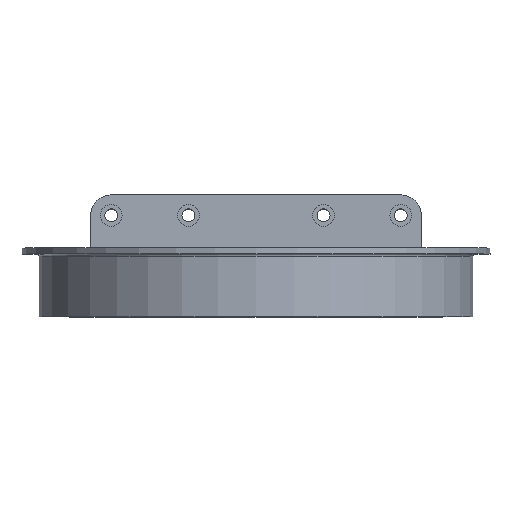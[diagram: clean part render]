
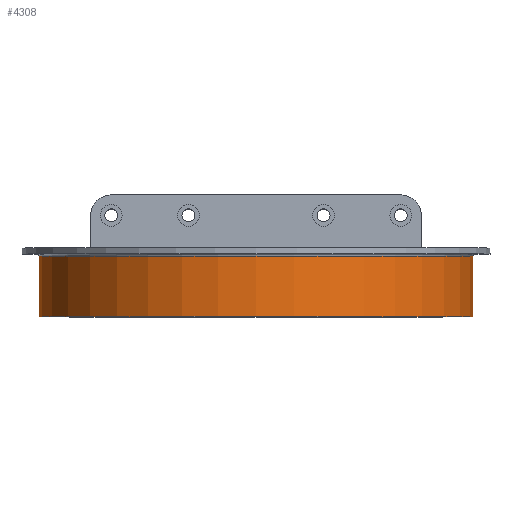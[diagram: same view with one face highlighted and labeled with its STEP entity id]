
A CAD part, top view. The second image highlights one B-rep face of the part: STEP entity #4308.
In plain terms, the highlighted cylindrical face has radius 44.95 mm (diameter 89.9 mm), a partial arc.
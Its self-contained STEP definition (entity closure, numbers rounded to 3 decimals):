
#8 = CARTESIAN_POINT ( 'NONE',  ( 44.95, -44.75, 0. ) ) ;
#93 = CIRCLE ( 'NONE', #1736, 44.95 ) ;
#96 = CARTESIAN_POINT ( 'NONE',  ( 0., -46.5, 0. ) ) ;
#296 = EDGE_CURVE ( 'NONE', #3095, #1333, #853, .T. ) ;
#297 = ORIENTED_EDGE ( 'NONE', *, *, #296, .F. ) ;
#333 = CIRCLE ( 'NONE', #1696, 44.95 ) ;
#491 = DIRECTION ( 'NONE',  ( 0., 1., 0. ) ) ;
#779 = ORIENTED_EDGE ( 'NONE', *, *, #2595, .T. ) ;
#804 = AXIS2_PLACEMENT_3D ( 'NONE', #982, #1002, #3703 ) ;
#853 = LINE ( 'NONE', #2523, #2098 ) ;
#982 = CARTESIAN_POINT ( 'NONE',  ( 0., -44.75, 0. ) ) ;
#1002 = DIRECTION ( 'NONE',  ( 0., 1., 0. ) ) ;
#1049 = VECTOR ( 'NONE', #4109, 1000. ) ;
#1127 = VERTEX_POINT ( 'NONE', #4057 ) ;
#1310 = DIRECTION ( 'NONE',  ( 1., 0., 0. ) ) ;
#1333 = VERTEX_POINT ( 'NONE', #2768 ) ;
#1564 = EDGE_CURVE ( 'NONE', #1127, #2505, #4067, .T. ) ;
#1601 = CARTESIAN_POINT ( 'NONE',  ( 44.95, -46.5, 0. ) ) ;
#1696 = AXIS2_PLACEMENT_3D ( 'NONE', #96, #1824, #2981 ) ;
#1736 = AXIS2_PLACEMENT_3D ( 'NONE', #4006, #3941, #1310 ) ;
#1824 = DIRECTION ( 'NONE',  ( 0., -1., 0. ) ) ;
#2098 = VECTOR ( 'NONE', #491, 1000. ) ;
#2405 = EDGE_LOOP ( 'NONE', ( #779, #3545, #2816, #297 ) ) ;
#2505 = VERTEX_POINT ( 'NONE', #1601 ) ;
#2523 = CARTESIAN_POINT ( 'NONE',  ( -44.95, -44.75, 0. ) ) ;
#2595 = EDGE_CURVE ( 'NONE', #3095, #1127, #93, .T. ) ;
#2745 = CYLINDRICAL_SURFACE ( 'NONE', #804, 44.95 ) ;
#2768 = CARTESIAN_POINT ( 'NONE',  ( -44.95, -46.5, 0. ) ) ;
#2816 = ORIENTED_EDGE ( 'NONE', *, *, #2950, .T. ) ;
#2950 = EDGE_CURVE ( 'NONE', #2505, #1333, #333, .T. ) ;
#2981 = DIRECTION ( 'NONE',  ( 1., 0., 0. ) ) ;
#3095 = VERTEX_POINT ( 'NONE', #3710 ) ;
#3545 = ORIENTED_EDGE ( 'NONE', *, *, #1564, .T. ) ;
#3703 = DIRECTION ( 'NONE',  ( -1., 0., 0. ) ) ;
#3710 = CARTESIAN_POINT ( 'NONE',  ( -44.95, -59., 0. ) ) ;
#3941 = DIRECTION ( 'NONE',  ( 0., 1., 0. ) ) ;
#4006 = CARTESIAN_POINT ( 'NONE',  ( 0., -59., 0. ) ) ;
#4057 = CARTESIAN_POINT ( 'NONE',  ( 44.95, -59., 0. ) ) ;
#4067 = LINE ( 'NONE', #8, #1049 ) ;
#4098 = FACE_OUTER_BOUND ( 'NONE', #2405, .T. ) ;
#4109 = DIRECTION ( 'NONE',  ( 0., 1., 0. ) ) ;
#4308 = ADVANCED_FACE ( 'NONE', ( #4098 ), #2745, .T. ) ;
